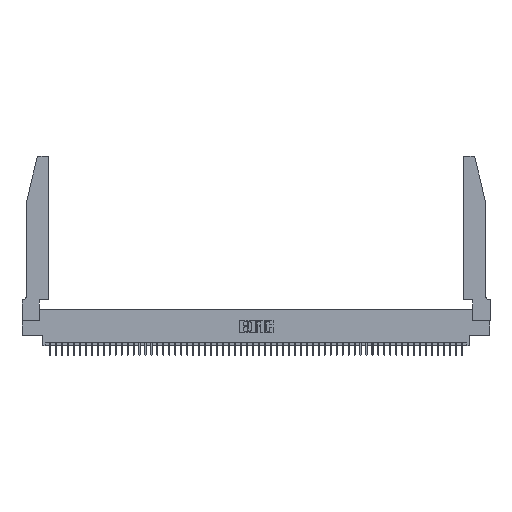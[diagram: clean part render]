
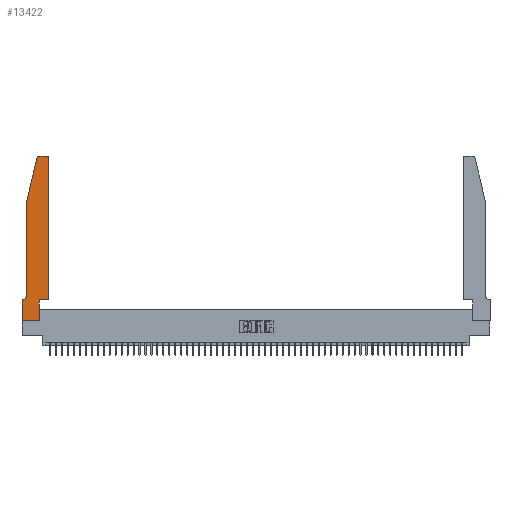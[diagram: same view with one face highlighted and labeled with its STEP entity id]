
A CAD part, top view. The second image highlights one B-rep face of the part: STEP entity #13422.
In plain terms, the highlighted planar face has unit normal (0, 0, 1).
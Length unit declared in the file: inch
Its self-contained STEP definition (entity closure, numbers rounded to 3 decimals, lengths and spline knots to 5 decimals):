
#556 = DIRECTION ( 'NONE',  ( 1., 0., 0. ) ) ;
#990 = CARTESIAN_POINT ( 'NONE',  ( 0.2865, 0.35, 0.37 ) ) ;
#1398 = EDGE_CURVE ( 'NONE', #24080, #48479, #26792, .T. ) ;
#1461 = DIRECTION ( 'NONE',  ( -0.239, -0.971, 0. ) ) ;
#1649 = EDGE_CURVE ( 'NONE', #45803, #39329, #49154, .T. ) ;
#2599 = DIRECTION ( 'NONE',  ( -1., 0., 0. ) ) ;
#2967 = CARTESIAN_POINT ( 'NONE',  ( 0.4205, 2.72, 0.37 ) ) ;
#3072 = VECTOR ( 'NONE', #7704, 39.37008 ) ;
#3778 = CIRCLE ( 'NONE', #13096, 0.07 ) ;
#3788 = VECTOR ( 'NONE', #556, 39.37008 ) ;
#4031 = ORIENTED_EDGE ( 'NONE', *, *, #1398, .T. ) ;
#4140 = VERTEX_POINT ( 'NONE', #48206 ) ;
#4457 = VECTOR ( 'NONE', #49327, 39.37008 ) ;
#4657 = CARTESIAN_POINT ( 'NONE',  ( 0.2865, 0.35, 0.37 ) ) ;
#5225 = LINE ( 'NONE', #21477, #49962 ) ;
#6747 = PLANE ( 'NONE',  #31880 ) ;
#7293 = CARTESIAN_POINT ( 'NONE',  ( 0., 0., 0.37 ) ) ;
#7296 = ORIENTED_EDGE ( 'NONE', *, *, #25361, .T. ) ;
#7308 = EDGE_CURVE ( 'NONE', #48479, #4140, #9386, .T. ) ;
#7337 = DIRECTION ( 'NONE',  ( 1., 0., 0. ) ) ;
#7566 = AXIS2_PLACEMENT_3D ( 'NONE', #49811, #23856, #54164 ) ;
#7704 = DIRECTION ( 'NONE',  ( 1., 0., 0. ) ) ;
#9386 = LINE ( 'NONE', #34734, #10763 ) ;
#9796 = EDGE_CURVE ( 'NONE', #23711, #41159, #13240, .T. ) ;
#10623 = ORIENTED_EDGE ( 'NONE', *, *, #12288, .T. ) ;
#10763 = VECTOR ( 'NONE', #43437, 39.37008 ) ;
#11127 = DIRECTION ( 'NONE',  ( 0., 0., 1. ) ) ;
#11728 = EDGE_CURVE ( 'NONE', #42831, #23711, #54426, .T. ) ;
#12288 = EDGE_CURVE ( 'NONE', #38223, #45803, #23163, .T. ) ;
#13047 = CARTESIAN_POINT ( 'NONE',  ( 0.4205, 2.75, 0.37 ) ) ;
#13096 = AXIS2_PLACEMENT_3D ( 'NONE', #54479, #28520, #2599 ) ;
#13240 = LINE ( 'NONE', #33674, #3072 ) ;
#13422 = ADVANCED_FACE ( 'NONE', ( #25073 ), #6747, .T. ) ;
#15761 = VERTEX_POINT ( 'NONE', #48677 ) ;
#17478 = ORIENTED_EDGE ( 'NONE', *, *, #7308, .T. ) ;
#18697 = CARTESIAN_POINT ( 'NONE',  ( 0.0755, 2., 0.37 ) ) ;
#19020 = CARTESIAN_POINT ( 'NONE',  ( 0.0755, 2., 0.37 ) ) ;
#20388 = CARTESIAN_POINT ( 'NONE',  ( 0., 0., 0.37 ) ) ;
#21477 = CARTESIAN_POINT ( 'NONE',  ( 0.0755, 0.35, 0.37 ) ) ;
#22107 = ORIENTED_EDGE ( 'NONE', *, *, #48259, .T. ) ;
#22304 = EDGE_LOOP ( 'NONE', ( #10623, #27179, #7296, #37829, #36619, #25528, #22834, #39575, #22107, #4031, #17478, #48728 ) ) ;
#22834 = ORIENTED_EDGE ( 'NONE', *, *, #11728, .T. ) ;
#23163 = LINE ( 'NONE', #42508, #33373 ) ;
#23711 = VERTEX_POINT ( 'NONE', #20388 ) ;
#23856 = DIRECTION ( 'NONE',  ( 0., 0., 1. ) ) ;
#24080 = VERTEX_POINT ( 'NONE', #990 ) ;
#24794 = LINE ( 'NONE', #19020, #4457 ) ;
#25033 = DIRECTION ( 'NONE',  ( -1., 0., 0. ) ) ;
#25073 = FACE_OUTER_BOUND ( 'NONE', #22304, .T. ) ;
#25361 = EDGE_CURVE ( 'NONE', #39329, #45932, #28103, .T. ) ;
#25528 = ORIENTED_EDGE ( 'NONE', *, *, #38812, .T. ) ;
#26496 = CARTESIAN_POINT ( 'NONE',  ( 0.4505, 0.35, 0.37 ) ) ;
#26792 = LINE ( 'NONE', #26496, #3788 ) ;
#27179 = ORIENTED_EDGE ( 'NONE', *, *, #1649, .T. ) ;
#27888 = CARTESIAN_POINT ( 'NONE',  ( 0.0755, 0.42, 0.37 ) ) ;
#28103 = LINE ( 'NONE', #18697, #49805 ) ;
#28520 = DIRECTION ( 'NONE',  ( 0., 0., -1. ) ) ;
#29392 = VECTOR ( 'NONE', #34974, 39.37008 ) ;
#31880 = AXIS2_PLACEMENT_3D ( 'NONE', #49915, #11127, #41425 ) ;
#33303 = DIRECTION ( 'NONE',  ( 0., 0., 1. ) ) ;
#33373 = VECTOR ( 'NONE', #25033, 39.37008 ) ;
#33674 = CARTESIAN_POINT ( 'NONE',  ( 0., 0., 0.37 ) ) ;
#34201 = AXIS2_PLACEMENT_3D ( 'NONE', #2967, #33303, #7337 ) ;
#34217 = CARTESIAN_POINT ( 'NONE',  ( 0.0755, 2., 0.37 ) ) ;
#34734 = CARTESIAN_POINT ( 'NONE',  ( 0.4505, 0.35, 0.37 ) ) ;
#34974 = DIRECTION ( 'NONE',  ( 0., 1., 0. ) ) ;
#35859 = VERTEX_POINT ( 'NONE', #27888 ) ;
#36078 = CARTESIAN_POINT ( 'NONE',  ( 0., 0.35, 0.37 ) ) ;
#36368 = CIRCLE ( 'NONE', #34201, 0.03 ) ;
#36619 = ORIENTED_EDGE ( 'NONE', *, *, #40500, .T. ) ;
#37829 = ORIENTED_EDGE ( 'NONE', *, *, #53571, .T. ) ;
#38201 = LINE ( 'NONE', #4657, #29392 ) ;
#38223 = VERTEX_POINT ( 'NONE', #13047 ) ;
#38812 = EDGE_CURVE ( 'NONE', #15761, #42831, #5225, .T. ) ;
#38821 = VECTOR ( 'NONE', #46299, 39.37008 ) ;
#39329 = VERTEX_POINT ( 'NONE', #42146 ) ;
#39575 = ORIENTED_EDGE ( 'NONE', *, *, #9796, .T. ) ;
#40450 = CARTESIAN_POINT ( 'NONE',  ( 0.4505, 0.35, 0.37 ) ) ;
#40500 = EDGE_CURVE ( 'NONE', #35859, #15761, #3778, .T. ) ;
#41159 = VERTEX_POINT ( 'NONE', #55023 ) ;
#41425 = DIRECTION ( 'NONE',  ( 1., 0., 0. ) ) ;
#42146 = CARTESIAN_POINT ( 'NONE',  ( 0.25487, 2.72718, 0.37 ) ) ;
#42508 = CARTESIAN_POINT ( 'NONE',  ( 0.2605, 2.75, 0.37 ) ) ;
#42831 = VERTEX_POINT ( 'NONE', #36078 ) ;
#43281 = DIRECTION ( 'NONE',  ( -1., 0., 0. ) ) ;
#43437 = DIRECTION ( 'NONE',  ( 0., 1., 0. ) ) ;
#45803 = VERTEX_POINT ( 'NONE', #54846 ) ;
#45932 = VERTEX_POINT ( 'NONE', #34217 ) ;
#46299 = DIRECTION ( 'NONE',  ( 0., -1., 0. ) ) ;
#48206 = CARTESIAN_POINT ( 'NONE',  ( 0.4505, 2.72, 0.37 ) ) ;
#48259 = EDGE_CURVE ( 'NONE', #41159, #24080, #38201, .T. ) ;
#48479 = VERTEX_POINT ( 'NONE', #40450 ) ;
#48677 = CARTESIAN_POINT ( 'NONE',  ( 0.0055, 0.35, 0.37 ) ) ;
#48728 = ORIENTED_EDGE ( 'NONE', *, *, #53157, .T. ) ;
#49154 = CIRCLE ( 'NONE', #7566, 0.03 ) ;
#49327 = DIRECTION ( 'NONE',  ( 0., -1., 0. ) ) ;
#49805 = VECTOR ( 'NONE', #1461, 39.37008 ) ;
#49811 = CARTESIAN_POINT ( 'NONE',  ( 0.284, 2.72, 0.37 ) ) ;
#49915 = CARTESIAN_POINT ( 'NONE',  ( 0., 0.35, 0.37 ) ) ;
#49962 = VECTOR ( 'NONE', #43281, 39.37008 ) ;
#53157 = EDGE_CURVE ( 'NONE', #4140, #38223, #36368, .T. ) ;
#53571 = EDGE_CURVE ( 'NONE', #45932, #35859, #24794, .T. ) ;
#54164 = DIRECTION ( 'NONE',  ( 1., 0., 0. ) ) ;
#54426 = LINE ( 'NONE', #7293, #38821 ) ;
#54479 = CARTESIAN_POINT ( 'NONE',  ( 0.0055, 0.42, 0.37 ) ) ;
#54846 = CARTESIAN_POINT ( 'NONE',  ( 0.284, 2.75, 0.37 ) ) ;
#55023 = CARTESIAN_POINT ( 'NONE',  ( 0.2865, 0., 0.37 ) ) ;
